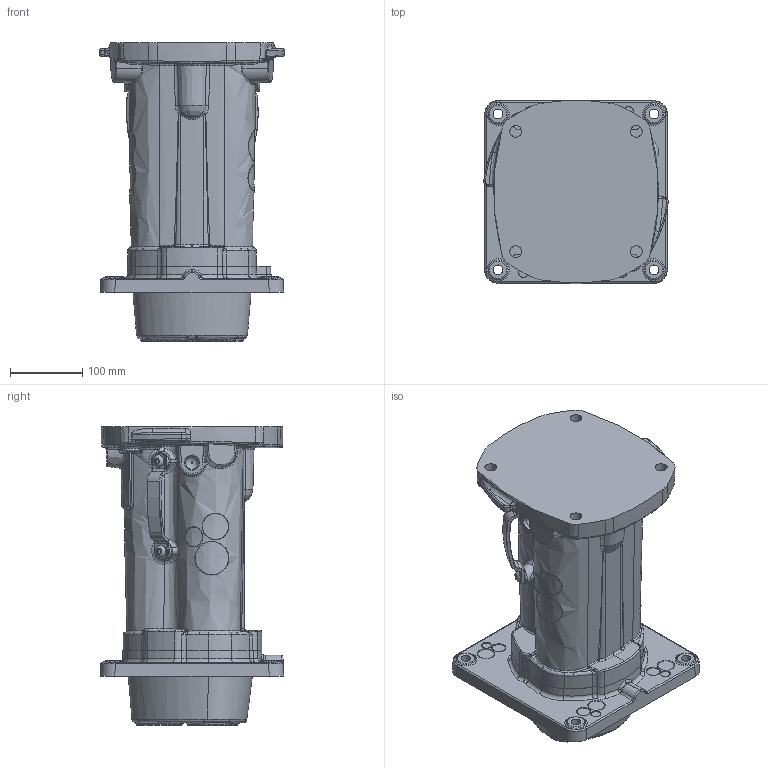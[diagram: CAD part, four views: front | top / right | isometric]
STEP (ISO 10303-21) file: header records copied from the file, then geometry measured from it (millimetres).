
FILE_DESCRIPTION(/* description */ (''),/* implementation_level */ '2;1');
FILE_NAME(/* name */ 'RS1357_SLD body with Gear Mount Flange 2672_SLD.stp',/* time_stamp */ '2022-09-08T05:22:47+10:00',/* author */ ('c.taylor012'),/* organization */ (''),/* preprocessor_version */ 'ST-DEVELOPER v16.5',/* originating_system */ 'Autodesk Inventor 2017',/* authorisation */ '');
FILE_SCHEMA (('AUTOMOTIVE_DESIGN { 1 0 10303 214 3 1 1 }'));
Products named in the file (6): RS1357_SLD body with Gear Mount Flange 2672_SLD; 2680; 1181; 1210; 1082; 2672_SLD
Assembly tree (9 placements, depth 2):
  RS1357_SLD body with Gear Mount Flange 2672_SLD
    2680
    1181  x4
    1210  x2
    1082
    2672_SLD
Bounding box: 256.22 x 254 x 413.5 mm (x, y, z)
Volume: 10362092.1 mm3; surface area: 517913.4 mm2
Topology: 9 solids, 9 shells, 1504 faces, 3701 edges, 2215 vertices
Faces by surface type: bspline 745, plane 246, cylinder 215, cone 163, torus 123, sphere 12
Full cylindrical faces by diameter (mm): 9.75 x4, 10 x1, 11 x4, 13.5 x4, 15.85 x1, 16.5 x4, 17.35 x4
Entity records: 73717 total; most frequent: CARTESIAN_POINT 44867, ORIENTED_EDGE 6510, DIRECTION 5109, EDGE_CURVE 3255, AXIS2_PLACEMENT_3D 2281, VERTEX_POINT 2016, EDGE_LOOP 1485, FACE_OUTER_BOUND 1357
